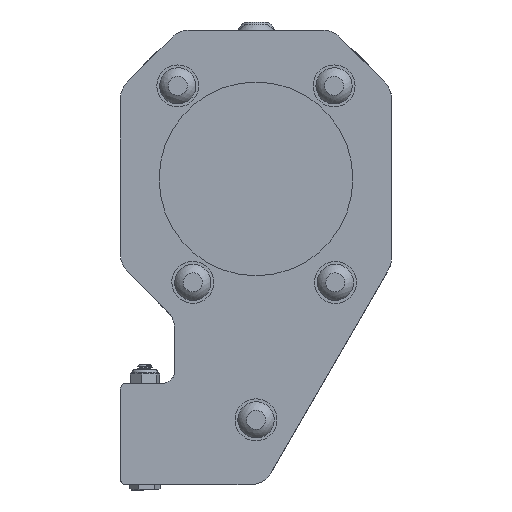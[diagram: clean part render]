
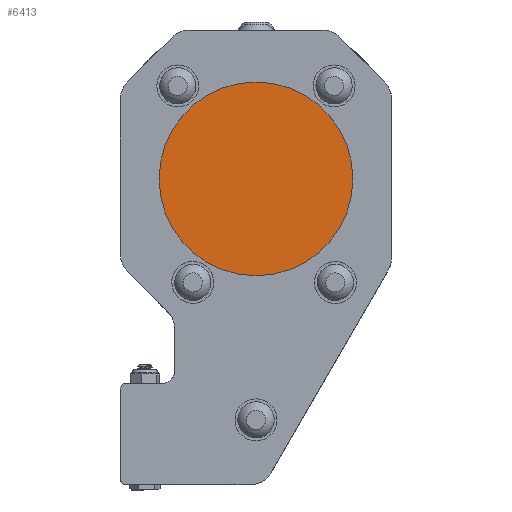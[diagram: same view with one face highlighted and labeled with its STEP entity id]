
A CAD part, left-side view. The second image highlights one B-rep face of the part: STEP entity #6413.
In plain terms, the highlighted planar face has unit normal (-1, 0, 0).
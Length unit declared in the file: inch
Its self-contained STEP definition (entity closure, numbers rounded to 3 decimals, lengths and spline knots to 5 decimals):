
#1198=PLANE('',#6956);
#1473=FACE_OUTER_BOUND('',#1945,.T.);
#1945=EDGE_LOOP('',(#4745));
#2711=CIRCLE('',#6955,1.);
#3145=VERTEX_POINT('',#19225);
#3792=EDGE_CURVE('',#3145,#3145,#2711,.T.);
#4745=ORIENTED_EDGE('',*,*,#3792,.T.);
#6413=ADVANCED_FACE('',(#1473),#1198,.F.);
#6955=AXIS2_PLACEMENT_3D('',#19226,#7988,#7989);
#6956=AXIS2_PLACEMENT_3D('',#19227,#7990,#7991);
#7988=DIRECTION('center_axis',(-1.,0.,0.));
#7989=DIRECTION('ref_axis',(0.,1.,0.));
#7990=DIRECTION('center_axis',(1.,0.,0.));
#7991=DIRECTION('ref_axis',(0.,1.,0.));
#19225=CARTESIAN_POINT('',(-17.76668,-1.,0.));
#19226=CARTESIAN_POINT('Origin',(-17.76668,0.,
0.));
#19227=CARTESIAN_POINT('Origin',(-17.76668,0.,
0.));
